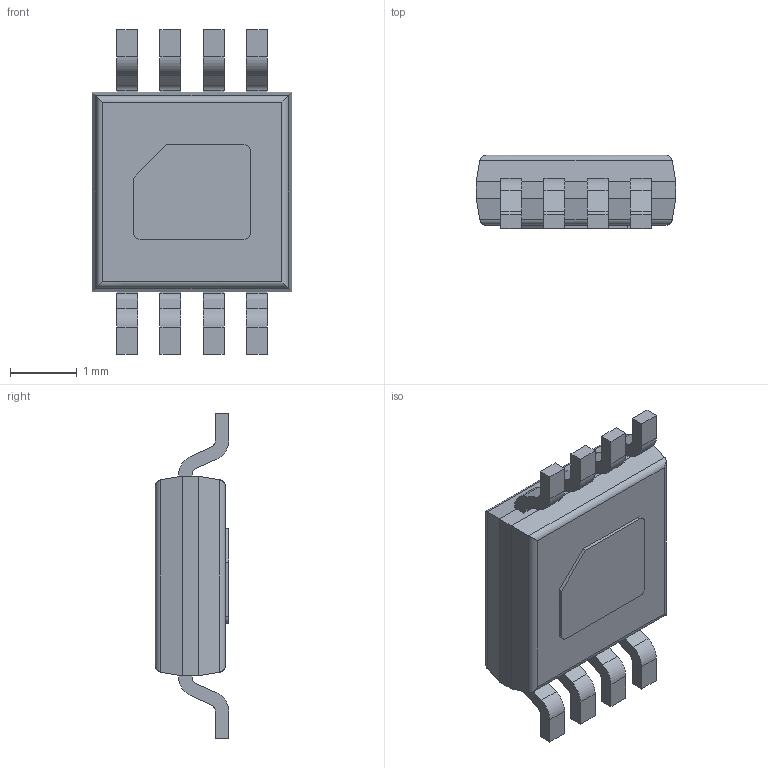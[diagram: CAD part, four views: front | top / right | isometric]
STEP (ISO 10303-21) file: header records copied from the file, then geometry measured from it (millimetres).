
FILE_DESCRIPTION (( 'STEP AP214' ), '1' );
FILE_NAME ( 'SOP9P65_300X487X110L55X31T176X142.STEP', '2018-03-20T14:16:31', ( '' ), ( '' ), 'Part was generated with the free Library Expert Lite available at www.PCBLibraries.com. Removing line will violate the End User License Agreement.', '©2017 PCB Libraries, Inc.', '' );
FILE_SCHEMA (( 'AUTOMOTIVE_DESIGN' ));
Length unit declared in the file: millimetre
Products named in the file (1): SOP9P65_300X487X110L55X31T176X142
Bounding box: 3 x 1.1 x 4.88 mm (x, y, z)
Volume: 9.8 mm3; surface area: 46.9 mm2
Topology: 10 solids, 10 shells, 156 faces, 386 edges, 252 vertices
Faces by surface type: plane 108, cylinder 46, torus 2
Entity records: 5143 total; most frequent: CARTESIAN_POINT 819, DIRECTION 774, ORIENTED_EDGE 772, EDGE_CURVE 386, VECTOR 296, LINE 296, VERTEX_POINT 252, AXIS2_PLACEMENT_3D 239
